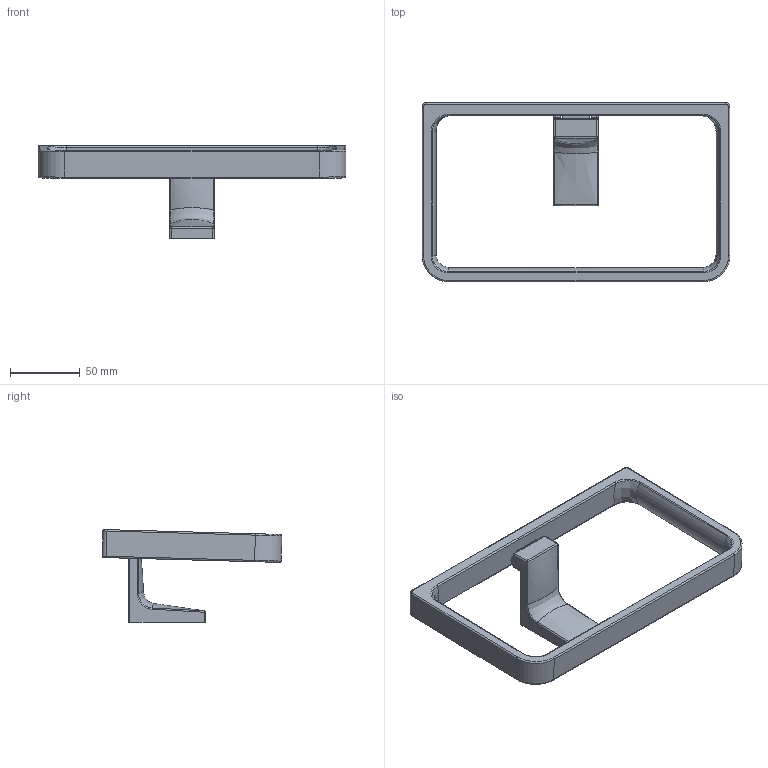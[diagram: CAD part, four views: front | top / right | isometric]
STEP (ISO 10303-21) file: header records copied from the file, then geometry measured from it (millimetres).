
FILE_DESCRIPTION (( 'STEP AP214' ), '1' );
FILE_NAME ('83200976ff_PM.STEP', '2024-02-19T13:17:53', ( '' ), ( '' ), 'SwSTEP 2.0', 'SolidWorks 2023', '' );
FILE_SCHEMA (( 'AUTOMOTIVE_DESIGN' ));
Length unit declared in the file: millimetre
Products named in the file (4): 83200976ff_PM; Planungsmodell_Adapter-+-08.18.97.004-1_K1; Planungsmodell_Handtuchring-+-081897002-01_K1; Planungsmodell_Aufnahme-+-081997003_K1
Assembly tree (3 placements, depth 2):
  83200976ff_PM
    Planungsmodell_Handtuchring-+-081897002-01_K1
    Planungsmodell_Aufnahme-+-081997003_K1
    Planungsmodell_Adapter-+-08.18.97.004-1_K1
Bounding box: 220 x 128.45 x 66.35 mm (x, y, z)
Volume: 153396.1 mm3; surface area: 46645.2 mm2
Topology: 3 solids, 3 shells, 243 faces, 583 edges, 338 vertices
Faces by surface type: cylinder 107, bspline 96, plane 36, cone 4
Entity records: 15248 total; most frequent: CARTESIAN_POINT 10424, ORIENTED_EDGE 1146, DIRECTION 739, EDGE_CURVE 573, VERTEX_POINT 338, AXIS2_PLACEMENT_3D 271, EDGE_LOOP 247, ADVANCED_FACE 243
